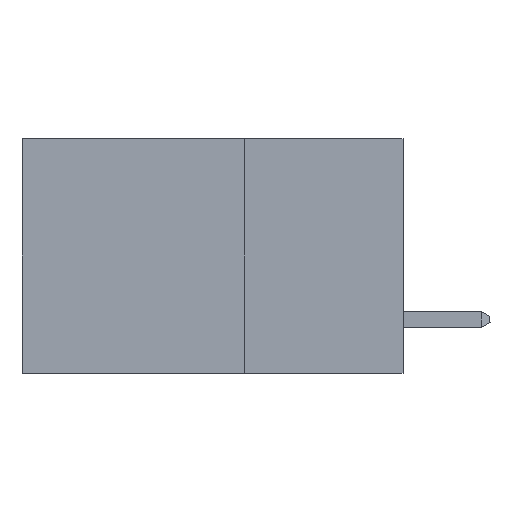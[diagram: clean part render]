
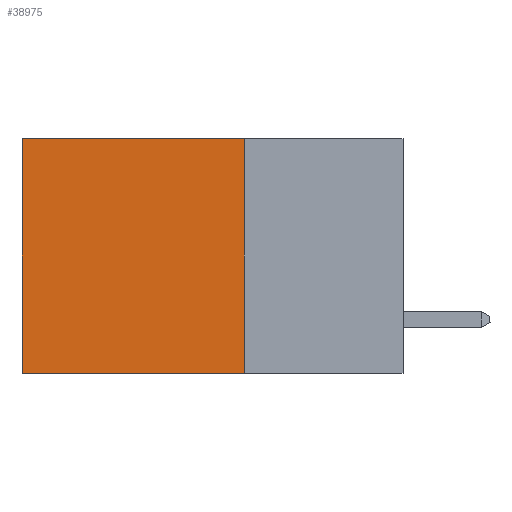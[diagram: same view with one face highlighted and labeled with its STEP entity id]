
A CAD part, left-side view. The second image highlights one B-rep face of the part: STEP entity #38975.
In plain terms, the highlighted planar face has unit normal (-1, 0, 0).
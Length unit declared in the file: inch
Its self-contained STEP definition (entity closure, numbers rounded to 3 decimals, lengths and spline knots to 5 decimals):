
#14 = VERTEX_POINT ( 'NONE', #23225 ) ;
#35 = AXIS2_PLACEMENT_3D ( 'NONE', #2066, #11644, #34020 ) ;
#972 = LINE ( 'NONE', #21300, #27576 ) ;
#1102 = LINE ( 'NONE', #19347, #1645 ) ;
#1645 = VECTOR ( 'NONE', #6555, 39.37008 ) ;
#2043 = ORIENTED_EDGE ( 'NONE', *, *, #29153, .T. ) ;
#2066 = CARTESIAN_POINT ( 'NONE',  ( 0.2875, 0.25, 0. ) ) ;
#2356 = CARTESIAN_POINT ( 'NONE',  ( 0.2875, 0.25, 0. ) ) ;
#2827 = DIRECTION ( 'NONE',  ( 0., 1., 0. ) ) ;
#4079 = VERTEX_POINT ( 'NONE', #7500 ) ;
#6214 = ORIENTED_EDGE ( 'NONE', *, *, #24318, .F. ) ;
#6555 = DIRECTION ( 'NONE',  ( 0., 0., -1. ) ) ;
#7500 = CARTESIAN_POINT ( 'NONE',  ( 0.2875, 0.25, -0.37 ) ) ;
#8015 = CARTESIAN_POINT ( 'NONE',  ( 0.2875, 0.25, 0. ) ) ;
#9998 = EDGE_LOOP ( 'NONE', ( #11540, #6214, #15883, #2043 ) ) ;
#11540 = ORIENTED_EDGE ( 'NONE', *, *, #35331, .T. ) ;
#11644 = DIRECTION ( 'NONE',  ( 1., 0., 0. ) ) ;
#15835 = VERTEX_POINT ( 'NONE', #40661 ) ;
#15883 = ORIENTED_EDGE ( 'NONE', *, *, #29547, .F. ) ;
#17256 = LINE ( 'NONE', #8015, #18293 ) ;
#18293 = VECTOR ( 'NONE', #40252, 39.37008 ) ;
#19159 = VECTOR ( 'NONE', #2827, 39.37008 ) ;
#19347 = CARTESIAN_POINT ( 'NONE',  ( 0.2875, 0.25, 0. ) ) ;
#21300 = CARTESIAN_POINT ( 'NONE',  ( 0.2875, 0.6, 0. ) ) ;
#23225 = CARTESIAN_POINT ( 'NONE',  ( 0.2875, 0.6, -0.37 ) ) ;
#23774 = FACE_OUTER_BOUND ( 'NONE', #9998, .T. ) ;
#24318 = EDGE_CURVE ( 'NONE', #4079, #14, #37691, .T. ) ;
#26846 = VERTEX_POINT ( 'NONE', #2356 ) ;
#27576 = VECTOR ( 'NONE', #40360, 39.37008 ) ;
#29153 = EDGE_CURVE ( 'NONE', #26846, #15835, #17256, .T. ) ;
#29547 = EDGE_CURVE ( 'NONE', #26846, #4079, #1102, .T. ) ;
#34020 = DIRECTION ( 'NONE',  ( 0., 0., -1. ) ) ;
#34806 = CARTESIAN_POINT ( 'NONE',  ( 0.2875, 0.25, -0.37 ) ) ;
#35331 = EDGE_CURVE ( 'NONE', #15835, #14, #972, .T. ) ;
#37691 = LINE ( 'NONE', #34806, #19159 ) ;
#38975 = ADVANCED_FACE ( 'NONE', ( #23774 ), #40083, .F. ) ;
#40083 = PLANE ( 'NONE',  #35 ) ;
#40252 = DIRECTION ( 'NONE',  ( 0., 1., 0. ) ) ;
#40360 = DIRECTION ( 'NONE',  ( 0., 0., -1. ) ) ;
#40661 = CARTESIAN_POINT ( 'NONE',  ( 0.2875, 0.6, 0. ) ) ;
